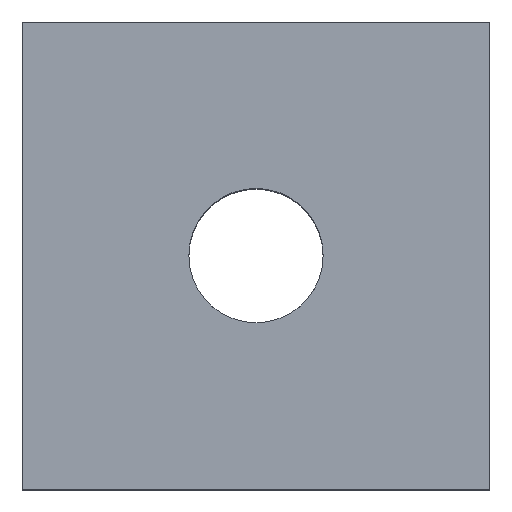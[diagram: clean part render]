
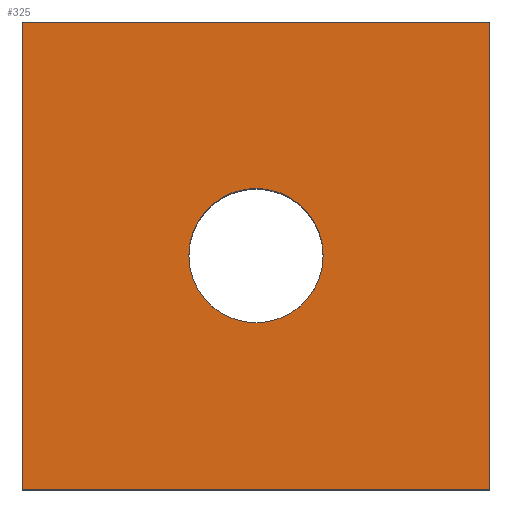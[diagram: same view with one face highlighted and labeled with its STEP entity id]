
A CAD part, top view. The second image highlights one B-rep face of the part: STEP entity #325.
In plain terms, the highlighted planar face has unit normal (0, 0, 1).
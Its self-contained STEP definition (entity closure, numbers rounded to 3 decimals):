
#12 = EDGE_CURVE ( 'NONE', #537, #497, #612, .T. ) ;
#19 = DIRECTION ( 'NONE',  ( 1., 0., 0. ) ) ;
#23 = DIRECTION ( 'NONE',  ( 0., 0., 1. ) ) ;
#25 = AXIS2_PLACEMENT_3D ( 'NONE', #541, #23, #135 ) ;
#34 = CARTESIAN_POINT ( 'NONE',  ( -8., 8., 8. ) ) ;
#41 = VECTOR ( 'NONE', #483, 1000. ) ;
#55 = LINE ( 'NONE', #58, #364 ) ;
#58 = CARTESIAN_POINT ( 'NONE',  ( -8., 8., 8. ) ) ;
#69 = EDGE_CURVE ( 'NONE', #497, #537, #170, .T. ) ;
#77 = LINE ( 'NONE', #531, #539 ) ;
#91 = CARTESIAN_POINT ( 'NONE',  ( -8., 8., 8. ) ) ;
#93 = ORIENTED_EDGE ( 'NONE', *, *, #12, .F. ) ;
#124 = VERTEX_POINT ( 'NONE', #34 ) ;
#130 = FACE_BOUND ( 'NONE', #435, .T. ) ;
#135 = DIRECTION ( 'NONE',  ( 1., 0., 0. ) ) ;
#170 = CIRCLE ( 'NONE', #25, 2.3 ) ;
#194 = FACE_OUTER_BOUND ( 'NONE', #547, .T. ) ;
#207 = ORIENTED_EDGE ( 'NONE', *, *, #624, .F. ) ;
#226 = PLANE ( 'NONE',  #491 ) ;
#249 = CARTESIAN_POINT ( 'NONE',  ( 0., 0., 8. ) ) ;
#271 = LINE ( 'NONE', #91, #41 ) ;
#278 = CARTESIAN_POINT ( 'NONE',  ( -2.3, 0., 8. ) ) ;
#286 = DIRECTION ( 'NONE',  ( 0., -1., 0. ) ) ;
#292 = EDGE_CURVE ( 'NONE', #124, #527, #55, .T. ) ;
#323 = DIRECTION ( 'NONE',  ( 1., 0., 0. ) ) ;
#325 = ADVANCED_FACE ( 'NONE', ( #130, #194 ), #226, .F. ) ;
#342 = VECTOR ( 'NONE', #286, 1000. ) ;
#345 = ORIENTED_EDGE ( 'NONE', *, *, #69, .F. ) ;
#364 = VECTOR ( 'NONE', #721, 1000. ) ;
#388 = VERTEX_POINT ( 'NONE', #590 ) ;
#395 = EDGE_CURVE ( 'NONE', #527, #741, #77, .T. ) ;
#400 = DIRECTION ( 'NONE',  ( 0., 0., -1. ) ) ;
#410 = ORIENTED_EDGE ( 'NONE', *, *, #395, .T. ) ;
#424 = DIRECTION ( 'NONE',  ( -1., 0., 0. ) ) ;
#435 = EDGE_LOOP ( 'NONE', ( #345, #93 ) ) ;
#437 = CARTESIAN_POINT ( 'NONE',  ( 2.3, 0., 8. ) ) ;
#473 = CARTESIAN_POINT ( 'NONE',  ( -8., 8., 8. ) ) ;
#479 = EDGE_CURVE ( 'NONE', #124, #388, #271, .T. ) ;
#483 = DIRECTION ( 'NONE',  ( 1., 0., 0. ) ) ;
#491 = AXIS2_PLACEMENT_3D ( 'NONE', #473, #400, #424 ) ;
#495 = CARTESIAN_POINT ( 'NONE',  ( -8., -8., 8. ) ) ;
#497 = VERTEX_POINT ( 'NONE', #437 ) ;
#527 = VERTEX_POINT ( 'NONE', #495 ) ;
#531 = CARTESIAN_POINT ( 'NONE',  ( -8., -8., 8. ) ) ;
#537 = VERTEX_POINT ( 'NONE', #278 ) ;
#539 = VECTOR ( 'NONE', #19, 1000. ) ;
#541 = CARTESIAN_POINT ( 'NONE',  ( 0., 0., 8. ) ) ;
#547 = EDGE_LOOP ( 'NONE', ( #410, #207, #687, #679 ) ) ;
#570 = CARTESIAN_POINT ( 'NONE',  ( 8., 8., 8. ) ) ;
#590 = CARTESIAN_POINT ( 'NONE',  ( 8., 8., 8. ) ) ;
#612 = CIRCLE ( 'NONE', #672, 2.3 ) ;
#624 = EDGE_CURVE ( 'NONE', #388, #741, #628, .T. ) ;
#628 = LINE ( 'NONE', #570, #342 ) ;
#661 = DIRECTION ( 'NONE',  ( 0., 0., 1. ) ) ;
#672 = AXIS2_PLACEMENT_3D ( 'NONE', #249, #661, #323 ) ;
#679 = ORIENTED_EDGE ( 'NONE', *, *, #292, .T. ) ;
#687 = ORIENTED_EDGE ( 'NONE', *, *, #479, .F. ) ;
#707 = CARTESIAN_POINT ( 'NONE',  ( 8., -8., 8. ) ) ;
#721 = DIRECTION ( 'NONE',  ( 0., -1., 0. ) ) ;
#741 = VERTEX_POINT ( 'NONE', #707 ) ;
